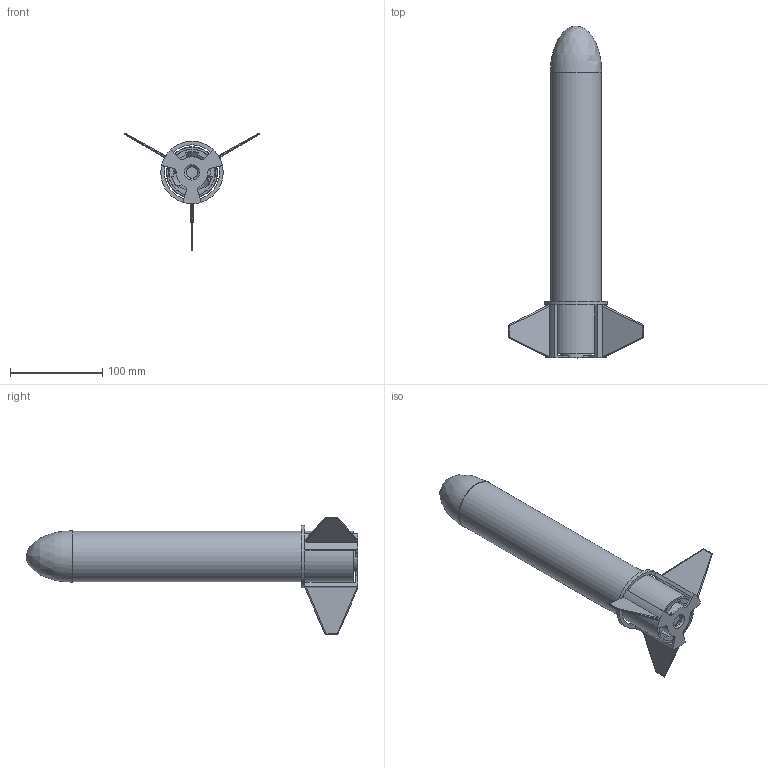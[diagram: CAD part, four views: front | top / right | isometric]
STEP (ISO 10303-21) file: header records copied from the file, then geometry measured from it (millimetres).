
FILE_DESCRIPTION(/* description */ (''),/* implementation_level */ '2;1');
FILE_NAME(/* name */ 'Assembly v2.step',/* time_stamp */ '2023-09-28T22:51:20-04:00',/* author */ (''),/* organization */ (''),/* preprocessor_version */ 'ST-DEVELOPER v20',/* originating_system */ 'Autodesk Translation Framework v12.14.0.127',/* authorisation */ '');
FILE_SCHEMA (('AUTOMOTIVE_DESIGN { 1 0 10303 214 3 1 1 }'));
Length unit declared in the file: millimetre
Products named in the file (5): Assembly; NoseCone; UnknownCardboardTube; LatchMech; Estes_C6-5_Motor
Assembly tree (4 placements, depth 3):
  Assembly
    NoseCone
    UnknownCardboardTube
    LatchMech
      Estes_C6-5_Motor
Bounding box: 146.73 x 359.8 x 127.09 mm (x, y, z)
Volume: 248444.2 mm3; surface area: 191372 mm2
Topology: 7 solids, 7 shells, 204 faces, 552 edges, 355 vertices
Faces by surface type: plane 99, cylinder 77, torus 16, bspline 8, cone 4
Full cylindrical faces by diameter (mm): 11 x1, 12.5 x2, 18 x1, 19 x2, 22 x1, 34 x1, 44.8 x1, 46.8 x1, 48.8 x1, 50.05 x2, 50.8 x1, 54.8 x1, 59.8 x1, 67.8 x1
Entity records: 7170 total; most frequent: CARTESIAN_POINT 1734, DIRECTION 1184, ORIENTED_EDGE 1088, EDGE_CURVE 544, AXIS2_PLACEMENT_3D 457, VERTEX_POINT 355, LINE 270, VECTOR 270
